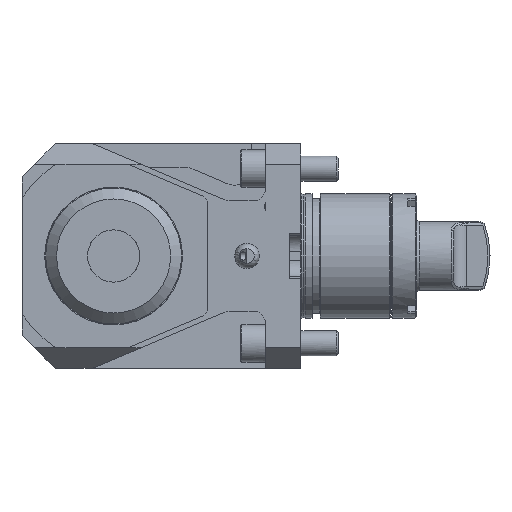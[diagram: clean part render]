
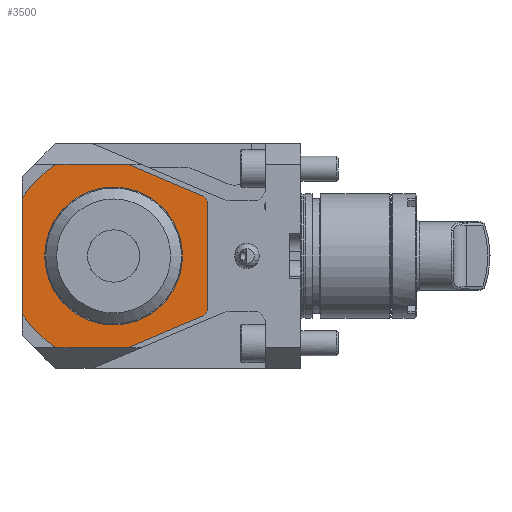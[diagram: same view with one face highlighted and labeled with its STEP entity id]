
A CAD part, left-side view. The second image highlights one B-rep face of the part: STEP entity #3500.
In plain terms, the highlighted planar face has unit normal (-1, 0, 0).
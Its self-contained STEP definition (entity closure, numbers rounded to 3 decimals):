
#199 = LINE ( 'NONE', #12701, #39240 ) ;
#1884 = DIRECTION ( 'NONE',  ( 0., -1., 0. ) ) ;
#2050 = DIRECTION ( 'NONE',  ( 0., 0., 1. ) ) ;
#2356 = EDGE_CURVE ( 'NONE', #11469, #3632, #199, .T. ) ;
#2499 = CARTESIAN_POINT ( 'NONE',  ( -77., 167., 44. ) ) ;
#2609 = DIRECTION ( 'NONE',  ( 1., 0., 0. ) ) ;
#2659 = FACE_BOUND ( 'NONE', #29781, .T. ) ;
#3428 = CARTESIAN_POINT ( 'NONE',  ( -77., 133., 0. ) ) ;
#3500 = ADVANCED_FACE ( 'Defeature completata1_506', ( #27741, #2659 ), #11852, .F. ) ;
#3557 = CARTESIAN_POINT ( 'NONE',  ( -77., 88., -27.955 ) ) ;
#3632 = VERTEX_POINT ( 'NONE', #3897 ) ;
#3897 = CARTESIAN_POINT ( 'NONE',  ( -77., 89.591, 28.63 ) ) ;
#3967 = LINE ( 'NONE', #3557, #29688 ) ;
#4322 = CARTESIAN_POINT ( 'NONE',  ( -77., 133., 0. ) ) ;
#6245 = AXIS2_PLACEMENT_3D ( 'NONE', #36793, #8587, #21229 ) ;
#6517 = EDGE_CURVE ( 'NONE', #36944, #11469, #26963, .T. ) ;
#8368 = DIRECTION ( 'NONE',  ( 0., -1., 0. ) ) ;
#8587 = DIRECTION ( 'NONE',  ( 1., 0., 0. ) ) ;
#8795 = CIRCLE ( 'NONE', #15408, 52. ) ;
#8838 = AXIS2_PLACEMENT_3D ( 'NONE', #14938, #24433, #37103 ) ;
#9635 = EDGE_CURVE ( 'NONE', #39738, #14028, #8795, .T. ) ;
#10285 = VECTOR ( 'NONE', #22391, 1000. ) ;
#10941 = CIRCLE ( 'NONE', #38090, 52. ) ;
#11108 = ORIENTED_EDGE ( 'NONE', *, *, #35965, .F. ) ;
#11469 = VERTEX_POINT ( 'NONE', #14426 ) ;
#11774 = VERTEX_POINT ( 'NONE', #39821 ) ;
#11852 = PLANE ( 'NONE',  #37371 ) ;
#11858 = CARTESIAN_POINT ( 'NONE',  ( -77., 177., -34. ) ) ;
#12273 = DIRECTION ( 'NONE',  ( 1., 0., 0. ) ) ;
#12701 = CARTESIAN_POINT ( 'NONE',  ( -77., 125.8, 44. ) ) ;
#13981 = DIRECTION ( 'NONE',  ( 0., 1., 0. ) ) ;
#14028 = VERTEX_POINT ( 'NONE', #21426 ) ;
#14090 = DIRECTION ( 'NONE',  ( 1., 0., 0. ) ) ;
#14186 = EDGE_LOOP ( 'NONE', ( #36754, #17054, #11108, #30933, #24824, #27001, #37649, #21446, #25469, #25763 ) ) ;
#14426 = CARTESIAN_POINT ( 'NONE',  ( -77., 125.8, 44. ) ) ;
#14569 = VERTEX_POINT ( 'NONE', #16848 ) ;
#14921 = VERTEX_POINT ( 'NONE', #27935 ) ;
#14938 = CARTESIAN_POINT ( 'NONE',  ( -77., 133., 0. ) ) ;
#15408 = AXIS2_PLACEMENT_3D ( 'NONE', #4322, #14090, #39537 ) ;
#16718 = CARTESIAN_POINT ( 'NONE',  ( -77., 125.8, -44. ) ) ;
#16848 = CARTESIAN_POINT ( 'NONE',  ( -77., 133., 33.1 ) ) ;
#17054 = ORIENTED_EDGE ( 'NONE', *, *, #9635, .F. ) ;
#18927 = EDGE_CURVE ( 'NONE', #3632, #11774, #31165, .T. ) ;
#19669 = VECTOR ( 'NONE', #2050, 1000. ) ;
#20600 = CARTESIAN_POINT ( 'NONE',  ( -77., 160.713, 44. ) ) ;
#20811 = CARTESIAN_POINT ( 'NONE',  ( -77., 125.8, -44. ) ) ;
#21229 = DIRECTION ( 'NONE',  ( 0., -1., 0. ) ) ;
#21426 = CARTESIAN_POINT ( 'NONE',  ( -77., 177., -27.713 ) ) ;
#21446 = ORIENTED_EDGE ( 'NONE', *, *, #2356, .F. ) ;
#21471 = CIRCLE ( 'NONE', #6245, 52. ) ;
#22179 = EDGE_CURVE ( 'NONE', #14921, #36944, #10941, .T. ) ;
#22391 = DIRECTION ( 'NONE',  ( 0., 0., -1. ) ) ;
#22860 = DIRECTION ( 'NONE',  ( 0., 0.921, -0.391 ) ) ;
#22988 = EDGE_CURVE ( 'NONE', #14028, #14921, #27944, .T. ) ;
#23728 = VECTOR ( 'NONE', #1884, 1000. ) ;
#24433 = DIRECTION ( 'NONE',  ( 1., 0., 0. ) ) ;
#24824 = ORIENTED_EDGE ( 'NONE', *, *, #38100, .F. ) ;
#25469 = ORIENTED_EDGE ( 'NONE', *, *, #6517, .F. ) ;
#25763 = ORIENTED_EDGE ( 'NONE', *, *, #22179, .F. ) ;
#26963 = LINE ( 'NONE', #2499, #23728 ) ;
#27001 = ORIENTED_EDGE ( 'NONE', *, *, #40414, .F. ) ;
#27176 = CARTESIAN_POINT ( 'NONE',  ( -77., 133., 0. ) ) ;
#27260 = EDGE_CURVE ( 'NONE', #36448, #28878, #3967, .T. ) ;
#27741 = FACE_OUTER_BOUND ( 'NONE', #14186, .T. ) ;
#27935 = CARTESIAN_POINT ( 'NONE',  ( -77., 177., 27.713 ) ) ;
#27944 = LINE ( 'NONE', #11858, #19669 ) ;
#28349 = CARTESIAN_POINT ( 'NONE',  ( -77., 88., 27.955 ) ) ;
#28878 = VERTEX_POINT ( 'NONE', #16718 ) ;
#29387 = CARTESIAN_POINT ( 'NONE',  ( -77., 88., -26.058 ) ) ;
#29688 = VECTOR ( 'NONE', #22860, 1000. ) ;
#29781 = EDGE_LOOP ( 'NONE', ( #40274 ) ) ;
#30933 = ORIENTED_EDGE ( 'NONE', *, *, #27260, .F. ) ;
#31068 = LINE ( 'NONE', #28349, #10285 ) ;
#31165 = CIRCLE ( 'NONE', #32492, 52. ) ;
#32492 = AXIS2_PLACEMENT_3D ( 'NONE', #27176, #33619, #8368 ) ;
#33619 = DIRECTION ( 'NONE',  ( 1., 0., 0. ) ) ;
#34405 = DIRECTION ( 'NONE',  ( 0., -1., 0. ) ) ;
#34558 = DIRECTION ( 'NONE',  ( 0., -1., 0. ) ) ;
#35883 = VECTOR ( 'NONE', #13981, 1000. ) ;
#35965 = EDGE_CURVE ( 'NONE', #28878, #39738, #39634, .T. ) ;
#36448 = VERTEX_POINT ( 'NONE', #39894 ) ;
#36754 = ORIENTED_EDGE ( 'NONE', *, *, #22988, .F. ) ;
#36793 = CARTESIAN_POINT ( 'NONE',  ( -77., 133., 0. ) ) ;
#36944 = VERTEX_POINT ( 'NONE', #20600 ) ;
#37103 = DIRECTION ( 'NONE',  ( 0., 0., 1. ) ) ;
#37371 = AXIS2_PLACEMENT_3D ( 'NONE', #40617, #12273, #34405 ) ;
#37485 = CARTESIAN_POINT ( 'NONE',  ( -77., 160.713, -44. ) ) ;
#37649 = ORIENTED_EDGE ( 'NONE', *, *, #18927, .F. ) ;
#38090 = AXIS2_PLACEMENT_3D ( 'NONE', #3428, #2609, #34558 ) ;
#38100 = EDGE_CURVE ( 'NONE', #40517, #36448, #21471, .T. ) ;
#38578 = DIRECTION ( 'NONE',  ( 0., -0.921, -0.391 ) ) ;
#39124 = EDGE_CURVE ( 'NONE', #14569, #14569, #40584, .T. ) ;
#39240 = VECTOR ( 'NONE', #38578, 1000. ) ;
#39537 = DIRECTION ( 'NONE',  ( 0., -1., 0. ) ) ;
#39634 = LINE ( 'NONE', #20811, #35883 ) ;
#39738 = VERTEX_POINT ( 'NONE', #37485 ) ;
#39821 = CARTESIAN_POINT ( 'NONE',  ( -77., 88., 26.058 ) ) ;
#39894 = CARTESIAN_POINT ( 'NONE',  ( -77., 89.591, -28.63 ) ) ;
#40274 = ORIENTED_EDGE ( 'NONE', *, *, #39124, .T. ) ;
#40414 = EDGE_CURVE ( 'NONE', #11774, #40517, #31068, .T. ) ;
#40517 = VERTEX_POINT ( 'NONE', #29387 ) ;
#40584 = CIRCLE ( 'NONE', #8838, 33.1 ) ;
#40617 = CARTESIAN_POINT ( 'NONE',  ( -77., 185., 0. ) ) ;
